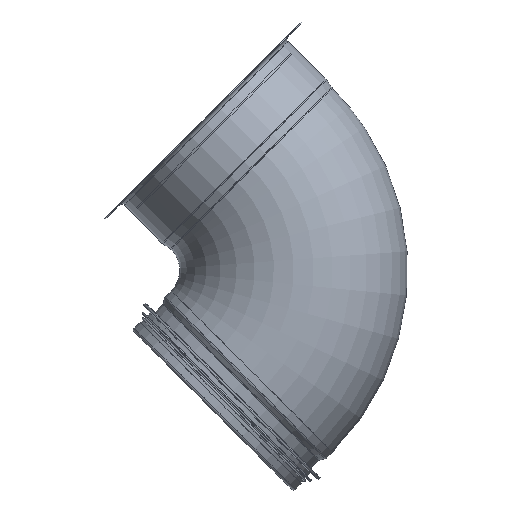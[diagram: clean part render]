
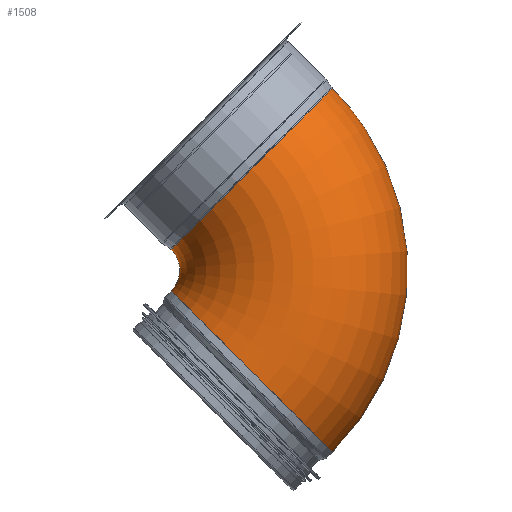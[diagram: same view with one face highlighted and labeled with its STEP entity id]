
A CAD part, front view. The second image highlights one B-rep face of the part: STEP entity #1508.
In plain terms, the highlighted toroidal (fillet/blend) face has major radius 78 mm and minor radius 62.025 mm.
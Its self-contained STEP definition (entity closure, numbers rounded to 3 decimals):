
#1442=CARTESIAN_POINT('',(66.704,0.,11.296));
#1443=VERTEX_POINT('',#1442);
#1444=CARTESIAN_POINT('',(22.846,0.0,55.154));
#1445=DIRECTION('',(-0.707,0.0,-0.707));
#1446=DIRECTION('',(-0.707,0.0,0.707));
#1447=AXIS2_PLACEMENT_3D('',#1444,#1445,#1446);
#1448=CIRCLE('',#1447,62.025);
#1449=EDGE_CURVE('',#1443,#1443,#1448,.T.);
#1462=CARTESIAN_POINT('',(66.704,0.,-11.296));
#1463=VERTEX_POINT('',#1462);
#1464=CARTESIAN_POINT('',(22.846,0.0,-55.154));
#1465=DIRECTION('',(0.707,0.0,-0.707));
#1466=DIRECTION('',(-0.707,0.0,-0.707));
#1467=AXIS2_PLACEMENT_3D('',#1464,#1465,#1466);
#1468=CIRCLE('',#1467,62.025);
#1469=EDGE_CURVE('',#1463,#1463,#1468,.T.);
#1497=CARTESIAN_POINT('',(78.0,0.0,0.0));
#1498=DIRECTION('',(0.0,1.0,0.0));
#1499=DIRECTION('',(0.0,0.0,1.0));
#1500=AXIS2_PLACEMENT_3D('',#1497,#1498,#1499);
#1501=TOROIDAL_SURFACE('',#1500,78.0,62.025);
#1502=ORIENTED_EDGE('',*,*,#1469,.F.);
#1503=EDGE_LOOP('',(#1502));
#1504=FACE_OUTER_BOUND('',#1503,.T.);
#1505=ORIENTED_EDGE('',*,*,#1449,.T.);
#1506=EDGE_LOOP('',(#1505));
#1507=FACE_BOUND('',#1506,.T.);
#1508=ADVANCED_FACE('',(#1504,#1507),#1501,.T.);
